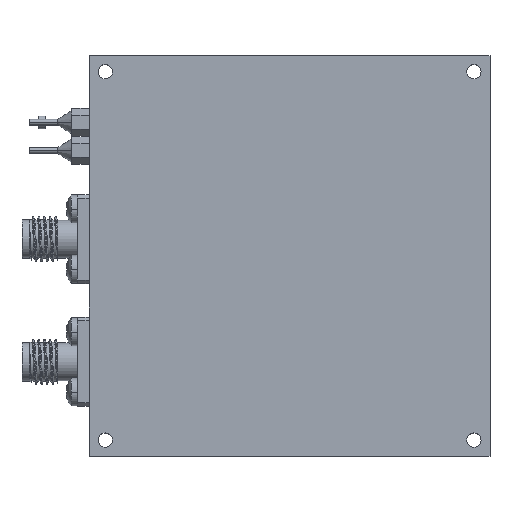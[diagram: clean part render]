
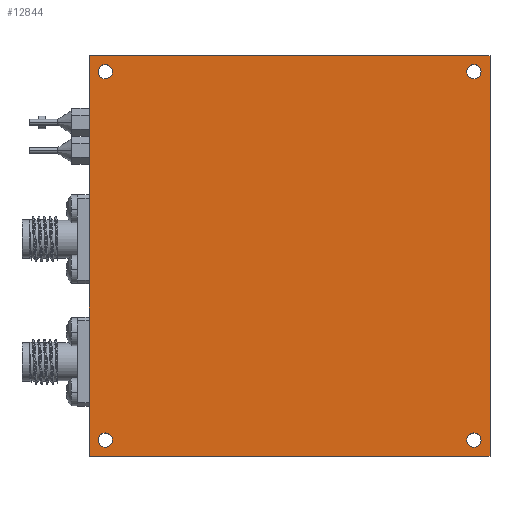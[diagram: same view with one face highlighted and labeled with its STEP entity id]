
A CAD part, top view. The second image highlights one B-rep face of the part: STEP entity #12844.
In plain terms, the highlighted planar face has unit normal (0, 0, 1).
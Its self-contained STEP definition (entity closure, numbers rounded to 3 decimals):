
#43 = AXIS2_PLACEMENT_3D ( 'NONE', #11916, #7461, #1974 ) ;
#151 = ORIENTED_EDGE ( 'NONE', *, *, #4837, .F. ) ;
#192 = VECTOR ( 'NONE', #5819, 1000. ) ;
#369 = DIRECTION ( 'NONE',  ( 1., 0., 0. ) ) ;
#544 = DIRECTION ( 'NONE',  ( 1., 0., 0. ) ) ;
#583 = DIRECTION ( 'NONE',  ( 0., 0., 1. ) ) ;
#633 = CARTESIAN_POINT ( 'NONE',  ( 57.2, 57.2, 15.7 ) ) ;
#875 = EDGE_LOOP ( 'NONE', ( #3666, #12475 ) ) ;
#966 = EDGE_CURVE ( 'NONE', #5267, #13592, #4166, .T. ) ;
#1429 = AXIS2_PLACEMENT_3D ( 'NONE', #8120, #12598, #3804 ) ;
#1438 = CARTESIAN_POINT ( 'NONE',  ( 0., 0., 15.7 ) ) ;
#1582 = AXIS2_PLACEMENT_3D ( 'NONE', #5921, #10596, #6139 ) ;
#1798 = EDGE_LOOP ( 'NONE', ( #8844, #6396, #13788, #13819 ) ) ;
#1844 = VERTEX_POINT ( 'NONE', #8524 ) ;
#1974 = DIRECTION ( 'NONE',  ( 1., 0., 0. ) ) ;
#2226 = CIRCLE ( 'NONE', #10271, 1.025 ) ;
#2272 = LINE ( 'NONE', #6665, #12498 ) ;
#2337 = EDGE_CURVE ( 'NONE', #1844, #7852, #3923, .T. ) ;
#2733 = DIRECTION ( 'NONE',  ( 0., 1., 0. ) ) ;
#2742 = LINE ( 'NONE', #10522, #9706 ) ;
#3344 = AXIS2_PLACEMENT_3D ( 'NONE', #7383, #3848, #9455 ) ;
#3354 = EDGE_LOOP ( 'NONE', ( #8089, #7261 ) ) ;
#3666 = ORIENTED_EDGE ( 'NONE', *, *, #9533, .F. ) ;
#3779 = DIRECTION ( 'NONE',  ( 0., 0., 1. ) ) ;
#3804 = DIRECTION ( 'NONE',  ( 0., -1., 0. ) ) ;
#3848 = DIRECTION ( 'NONE',  ( 0., 0., 1. ) ) ;
#3875 = CARTESIAN_POINT ( 'NONE',  ( 0., 57.2, 15.7 ) ) ;
#3884 = FACE_OUTER_BOUND ( 'NONE', #1798, .T. ) ;
#3907 = CARTESIAN_POINT ( 'NONE',  ( 54.9, 54.9, 15.7 ) ) ;
#3923 = CIRCLE ( 'NONE', #11976, 1.025 ) ;
#3941 = EDGE_CURVE ( 'NONE', #4989, #9511, #2272, .T. ) ;
#4048 = CARTESIAN_POINT ( 'NONE',  ( 57.2, 0., 15.7 ) ) ;
#4166 = CIRCLE ( 'NONE', #10140, 1.025 ) ;
#4333 = CIRCLE ( 'NONE', #12373, 1.025 ) ;
#4497 = AXIS2_PLACEMENT_3D ( 'NONE', #12378, #583, #4673 ) ;
#4642 = ORIENTED_EDGE ( 'NONE', *, *, #9546, .F. ) ;
#4673 = DIRECTION ( 'NONE',  ( 1., 0., 0. ) ) ;
#4789 = VERTEX_POINT ( 'NONE', #7842 ) ;
#4837 = EDGE_CURVE ( 'NONE', #7425, #4789, #12312, .T. ) ;
#4937 = CARTESIAN_POINT ( 'NONE',  ( 2.3, 54.9, 15.7 ) ) ;
#4989 = VERTEX_POINT ( 'NONE', #6176 ) ;
#5131 = DIRECTION ( 'NONE',  ( 0., 0., 1. ) ) ;
#5267 = VERTEX_POINT ( 'NONE', #7894 ) ;
#5819 = DIRECTION ( 'NONE',  ( 0., -1., 0. ) ) ;
#5921 = CARTESIAN_POINT ( 'NONE',  ( 2.3, 2.3, 15.7 ) ) ;
#5969 = FACE_BOUND ( 'NONE', #875, .T. ) ;
#5977 = ORIENTED_EDGE ( 'NONE', *, *, #6597, .F. ) ;
#6064 = DIRECTION ( 'NONE',  ( -1., 0., 0. ) ) ;
#6139 = DIRECTION ( 'NONE',  ( 1., 0., 0. ) ) ;
#6176 = CARTESIAN_POINT ( 'NONE',  ( 0., 0., 15.7 ) ) ;
#6292 = CARTESIAN_POINT ( 'NONE',  ( 54.9, 54.9, 15.7 ) ) ;
#6396 = ORIENTED_EDGE ( 'NONE', *, *, #3941, .T. ) ;
#6597 = EDGE_CURVE ( 'NONE', #7852, #1844, #7949, .T. ) ;
#6665 = CARTESIAN_POINT ( 'NONE',  ( 0., 0., 15.7 ) ) ;
#6914 = EDGE_LOOP ( 'NONE', ( #5977, #13786 ) ) ;
#6919 = CARTESIAN_POINT ( 'NONE',  ( 55.925, 54.9, 15.7 ) ) ;
#7179 = EDGE_CURVE ( 'NONE', #9511, #13220, #13691, .T. ) ;
#7261 = ORIENTED_EDGE ( 'NONE', *, *, #10936, .F. ) ;
#7383 = CARTESIAN_POINT ( 'NONE',  ( 54.9, 2.3, 15.7 ) ) ;
#7425 = VERTEX_POINT ( 'NONE', #11281 ) ;
#7461 = DIRECTION ( 'NONE',  ( 0., 0., 1. ) ) ;
#7640 = VERTEX_POINT ( 'NONE', #3875 ) ;
#7816 = CARTESIAN_POINT ( 'NONE',  ( 55.925, 2.3, 15.7 ) ) ;
#7842 = CARTESIAN_POINT ( 'NONE',  ( 3.325, 2.3, 15.7 ) ) ;
#7852 = VERTEX_POINT ( 'NONE', #7816 ) ;
#7894 = CARTESIAN_POINT ( 'NONE',  ( 53.875, 54.9, 15.7 ) ) ;
#7949 = CIRCLE ( 'NONE', #3344, 1.025 ) ;
#7970 = EDGE_CURVE ( 'NONE', #9050, #8879, #2226, .T. ) ;
#8089 = ORIENTED_EDGE ( 'NONE', *, *, #7970, .F. ) ;
#8120 = CARTESIAN_POINT ( 'NONE',  ( 0., 0., 15.7 ) ) ;
#8202 = CARTESIAN_POINT ( 'NONE',  ( 57.2, 0., 15.7 ) ) ;
#8524 = CARTESIAN_POINT ( 'NONE',  ( 53.875, 2.3, 15.7 ) ) ;
#8675 = EDGE_CURVE ( 'NONE', #7640, #4989, #11285, .T. ) ;
#8844 = ORIENTED_EDGE ( 'NONE', *, *, #8675, .T. ) ;
#8879 = VERTEX_POINT ( 'NONE', #11657 ) ;
#9050 = VERTEX_POINT ( 'NONE', #10043 ) ;
#9455 = DIRECTION ( 'NONE',  ( 1., 0., 0. ) ) ;
#9511 = VERTEX_POINT ( 'NONE', #4048 ) ;
#9533 = EDGE_CURVE ( 'NONE', #13592, #5267, #4333, .T. ) ;
#9546 = EDGE_CURVE ( 'NONE', #4789, #7425, #13988, .T. ) ;
#9706 = VECTOR ( 'NONE', #6064, 1000. ) ;
#10043 = CARTESIAN_POINT ( 'NONE',  ( 3.325, 54.9, 15.7 ) ) ;
#10140 = AXIS2_PLACEMENT_3D ( 'NONE', #6292, #10679, #12338 ) ;
#10214 = FACE_BOUND ( 'NONE', #6914, .T. ) ;
#10271 = AXIS2_PLACEMENT_3D ( 'NONE', #4937, #3779, #13517 ) ;
#10430 = DIRECTION ( 'NONE',  ( 0., 0., 1. ) ) ;
#10522 = CARTESIAN_POINT ( 'NONE',  ( 0., 57.2, 15.7 ) ) ;
#10596 = DIRECTION ( 'NONE',  ( 0., 0., 1. ) ) ;
#10679 = DIRECTION ( 'NONE',  ( 0., 0., 1. ) ) ;
#10936 = EDGE_CURVE ( 'NONE', #8879, #9050, #11995, .T. ) ;
#11051 = DIRECTION ( 'NONE',  ( 1., 0., 0. ) ) ;
#11281 = CARTESIAN_POINT ( 'NONE',  ( 1.275, 2.3, 15.7 ) ) ;
#11285 = LINE ( 'NONE', #1438, #192 ) ;
#11297 = EDGE_LOOP ( 'NONE', ( #4642, #151 ) ) ;
#11370 = CARTESIAN_POINT ( 'NONE',  ( 54.9, 2.3, 15.7 ) ) ;
#11657 = CARTESIAN_POINT ( 'NONE',  ( 1.275, 54.9, 15.7 ) ) ;
#11916 = CARTESIAN_POINT ( 'NONE',  ( 2.3, 54.9, 15.7 ) ) ;
#11976 = AXIS2_PLACEMENT_3D ( 'NONE', #11370, #10430, #369 ) ;
#11995 = CIRCLE ( 'NONE', #43, 1.025 ) ;
#12104 = VECTOR ( 'NONE', #2733, 1000. ) ;
#12312 = CIRCLE ( 'NONE', #4497, 1.025 ) ;
#12338 = DIRECTION ( 'NONE',  ( 1., 0., 0. ) ) ;
#12373 = AXIS2_PLACEMENT_3D ( 'NONE', #3907, #5131, #544 ) ;
#12378 = CARTESIAN_POINT ( 'NONE',  ( 2.3, 2.3, 15.7 ) ) ;
#12391 = EDGE_CURVE ( 'NONE', #13220, #7640, #2742, .T. ) ;
#12475 = ORIENTED_EDGE ( 'NONE', *, *, #966, .F. ) ;
#12498 = VECTOR ( 'NONE', #11051, 1000. ) ;
#12598 = DIRECTION ( 'NONE',  ( 0., 0., -1. ) ) ;
#12671 = FACE_BOUND ( 'NONE', #11297, .T. ) ;
#12844 = ADVANCED_FACE ( 'NONE', ( #3884, #13682, #5969, #10214, #12671 ), #13611, .F. ) ;
#13220 = VERTEX_POINT ( 'NONE', #633 ) ;
#13517 = DIRECTION ( 'NONE',  ( 1., 0., 0. ) ) ;
#13592 = VERTEX_POINT ( 'NONE', #6919 ) ;
#13611 = PLANE ( 'NONE',  #1429 ) ;
#13682 = FACE_BOUND ( 'NONE', #3354, .T. ) ;
#13691 = LINE ( 'NONE', #8202, #12104 ) ;
#13786 = ORIENTED_EDGE ( 'NONE', *, *, #2337, .F. ) ;
#13788 = ORIENTED_EDGE ( 'NONE', *, *, #7179, .T. ) ;
#13819 = ORIENTED_EDGE ( 'NONE', *, *, #12391, .T. ) ;
#13988 = CIRCLE ( 'NONE', #1582, 1.025 ) ;
